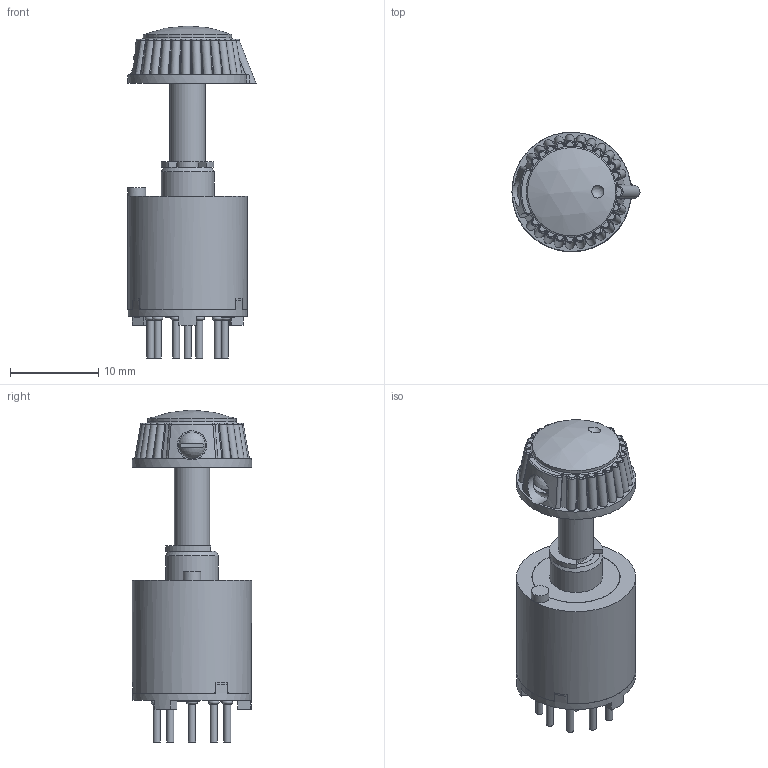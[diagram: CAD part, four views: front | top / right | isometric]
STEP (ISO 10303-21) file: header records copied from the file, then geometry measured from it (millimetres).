
FILE_DESCRIPTION (( 'STEP AP203' ), '1' );
FILE_NAME ('1Ó.STEP', '2020-01-15T05:46:44', ( '' ), ( '' ), 'SwSTEP 2.0', 'SolidWorks 2017', '' );
FILE_SCHEMA (( 'CONFIG_CONTROL_DESIGN' ));
Length unit declared in the file: millimetre
Products named in the file (46): ÔÈÌÄ.301111.008 Êîðïóñ â ñáîðå1 ; 淘 7.732.016 暑眚嚓騙牔ぅ氅; ÌÔ 6.672.002 Ïëàòà ñ êîíòàêòàìè; 淘 8.245.000 暑朦鲱_寯 8.245.000-09; Ïðåññ-ìàòåðèàë ÄÑÂ-2-0 ÃÎÑÒ 17478-915; 杬 8.362.006 婰膲僗闉; ÔÈÌÄ.685113.006 Ïëàòà ñ êîíòàêòàìè; ÔÈÌÄ.713121.005 Âòóëêà1_¤«ï á¡®àª¨; ÐÀ 6.354.000 Ðó÷êà; 釔 8.362.003 婰膲僗闉; ÐÀ 8.337.000 Ðó÷êà; ÔÈÌÄ.685121.011 Âàë ñ ðîòîðîì1_”ˆŒ„.685121.011; 1ﾓ; ﾔﾈﾌﾄ.715313.006 ﾂ琿; ÌÔ 7.814.000 Ïëàòà; ÌÔ 8.389.000 Ïðóæèíà_¤«ï á¡®àª¨; ÌÔ 7.721.001 Ðîëèê êîíòàêòíûé; ÔÈÌÄ.754175.002 Êîëüöî óïëîòíèòåëüíîå1_¤«ï á¡®àª¨; ÌÔ 8.383.012 Ïðóæèíà1_‘¦ â ï; ÔÈÌÄ.301111.009 Êîðïóñ1_„«ï á¡®àª¨; 匀棠.303659.006 隅咫 翳犟圉梃1_攬寗.303659.006; 釔 8.930.002 鎔艜; Ïðåññ-ìàòåðèàë ÄÑÂ-2-Ë ÃÎÑÒ 17478-915; ﾘ瑩韭 2G10 +5 ﾃﾎﾑﾒ 3722-2014; ÐÀ 8.930.001 Ãàéêà
Assembly tree (39 placements, depth 5):
  杬 8.362.006 婰膲僗闉
  釔 8.362.003 婰膲僗闉
  1ﾓ
    匀棠.303659.006 隅咫 翳犟圉梃1_攬寗.303659.006
      ÔÈÌÄ.301111.008 Êîðïóñ â ñáîðå1 
        ÔÈÌÄ.301111.009 Êîðïóñ1_„«ï á¡®àª¨
          ÔÈÌÄ.713121.005 Âòóëêà1_¤«ï á¡®àª¨
          Ïðåññ-ìàòåðèàë ÄÑÂ-2-Ë ÃÎÑÒ 17478-915
      ÔÈÌÄ.685121.011 Âàë ñ ðîòîðîì1_”ˆŒ„.685121.011
        ﾔﾈﾌﾄ.715313.006 ﾂ琿
        Ïðåññ-ìàòåðèàë ÄÑÂ-2-0 ÃÎÑÒ 17478-915
      淘 8.245.000 暑朦鲱_寯 8.245.000-09
      ÔÈÌÄ.754175.002 Êîëüöî óïëîòíèòåëüíîå1_¤«ï á¡®àª¨
    ÌÔ 6.672.002 Ïëàòà ñ êîíòàêòàìè
      ÌÔ 7.814.000 Ïëàòà
      淘 7.732.016 暑眚嚓騙牔ぅ氅
      淘 7.732.016 暑眚嚓騙牔ぅ氅
      淘 7.732.016 暑眚嚓騙牔ぅ氅
      淘 7.732.016 暑眚嚓騙牔ぅ氅
      淘 7.732.016 暑眚嚓騙牔ぅ氅
      淘 7.732.016 暑眚嚓騙牔ぅ氅
      淘 7.732.016 暑眚嚓騙牔ぅ氅
      淘 7.732.016 暑眚嚓騙牔ぅ氅
      淘 7.732.016 暑眚嚓騙牔ぅ氅
      淘 7.732.016 暑眚嚓騙牔ぅ氅
      淘 7.732.016 暑眚嚓騙牔ぅ氅
    ÌÔ 8.389.000 Ïðóæèíà_¤«ï á¡®àª¨
    ÐÀ 6.354.000 Ðó÷êà
      ÐÀ 8.337.000 Ðó÷êà
      ÐÀ 8.930.001 Ãàéêà
      釔 8.930.002 鎔艜
    ÔÈÌÄ.685113.006 Ïëàòà ñ êîíòàêòàìè
      淘 7.732.016 暑眚嚓騙牔ぅ氅
      淘 7.732.016 暑眚嚓騙牔ぅ氅
      淘 7.732.016 暑眚嚓騙牔ぅ氅
      淘 7.732.016 暑眚嚓騙牔ぅ氅
      淘 7.732.016 暑眚嚓騙牔ぅ氅
      淘 7.732.016 暑眚嚓騙牔ぅ氅
      淘 7.732.016 暑眚嚓騙牔ぅ氅
      淘 7.732.016 暑眚嚓騙牔ぅ氅
      淘 7.732.016 暑眚嚓騙牔ぅ氅
      淘 7.732.016 暑眚嚓騙牔ぅ氅
  ÌÔ 7.721.001 Ðîëèê êîíòàêòíûé
  ÔÈÌÄ.754175.002 Êîëüöî óïëîòíèòåëüíîå1_¤«ï á¡®àª¨
Bounding box: 14.5 x 13.5 x 37.6 mm (x, y, z)
Volume: 1820.5 mm3; surface area: 3690.9 mm2
Topology: 32 solids, 32 shells, 514 faces, 1235 edges, 798 vertices
Faces by surface type: plane 169, bspline 158, cylinder 122, torus 34, cone 28, sphere 3
Full cylindrical faces by diameter (mm): 0.8 x53, 1.6 x1, 2 x2, 2.45 x2, 2.5 x2, 3.3 x1, 4 x5, 6 x1, 10 x3, 11.4 x1, 11.6 x2, 12 x1, 13.5 x2
Entity records: 23846 total; most frequent: CARTESIAN_POINT 9146, ORIENTED_EDGE 2152, DIRECTION 1750, EDGE_CURVE 1076, AXIS2_PLACEMENT_3D 744, VERTEX_POINT 742, EDGE_LOOP 664, FACE_OUTER_BOUND 616
